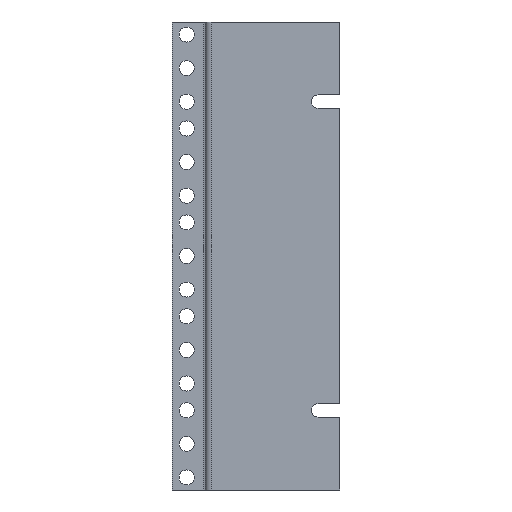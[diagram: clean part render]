
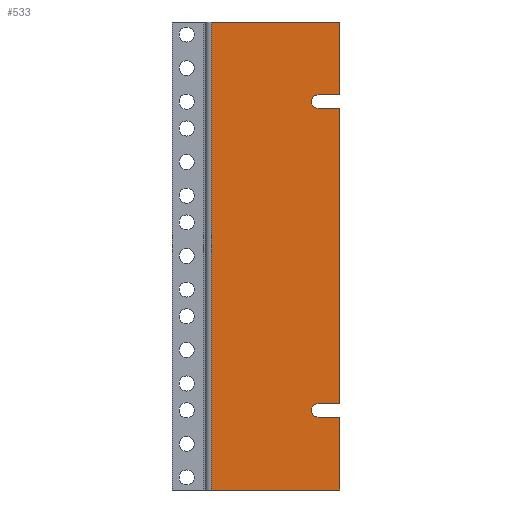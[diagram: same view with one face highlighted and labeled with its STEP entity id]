
A CAD part, front view. The second image highlights one B-rep face of the part: STEP entity #533.
In plain terms, the highlighted planar face has unit normal (0, -1, 0).
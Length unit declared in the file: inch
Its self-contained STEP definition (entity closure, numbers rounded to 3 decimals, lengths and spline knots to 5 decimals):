
#16 = VERTEX_POINT ( 'NONE', #1075 ) ;
#29 = VERTEX_POINT ( 'NONE', #327 ) ;
#30 = LINE ( 'NONE', #598, #516 ) ;
#38 = DIRECTION ( 'NONE',  ( 0., 0., -1. ) ) ;
#39 = EDGE_LOOP ( 'NONE', ( #1005, #329, #654, #512, #1029, #223, #188, #998, #795, #565, #572, #262 ) ) ;
#66 = CARTESIAN_POINT ( 'NONE',  ( 1.5625, 0., -4.359 ) ) ;
#75 = CARTESIAN_POINT ( 'NONE',  ( 1.5625, 0., -4.359 ) ) ;
#76 = VERTEX_POINT ( 'NONE', #835 ) ;
#87 = VECTOR ( 'NONE', #337, 39.37008 ) ;
#108 = VECTOR ( 'NONE', #697, 39.37008 ) ;
#138 = CARTESIAN_POINT ( 'NONE',  ( 1.1565, 0., -2.875 ) ) ;
#156 = CARTESIAN_POINT ( 'NONE',  ( 1.1565, 0., 2.75 ) ) ;
#181 = EDGE_CURVE ( 'NONE', #878, #29, #995, .T. ) ;
#182 = CARTESIAN_POINT ( 'NONE',  ( -1.5625, 0., 4.359 ) ) ;
#187 = CARTESIAN_POINT ( 'NONE',  ( -0.83769, 0., 4.359 ) ) ;
#188 = ORIENTED_EDGE ( 'NONE', *, *, #698, .F. ) ;
#189 = PLANE ( 'NONE',  #320 ) ;
#223 = ORIENTED_EDGE ( 'NONE', *, *, #889, .F. ) ;
#241 = AXIS2_PLACEMENT_3D ( 'NONE', #371, #346, #366 ) ;
#262 = ORIENTED_EDGE ( 'NONE', *, *, #1037, .F. ) ;
#263 = LINE ( 'NONE', #840, #857 ) ;
#264 = LINE ( 'NONE', #66, #903 ) ;
#300 = VERTEX_POINT ( 'NONE', #1050 ) ;
#314 = CARTESIAN_POINT ( 'NONE',  ( -1.5625, 0., -2.75 ) ) ;
#320 = AXIS2_PLACEMENT_3D ( 'NONE', #182, #939, #1215 ) ;
#323 = LINE ( 'NONE', #794, #454 ) ;
#327 = CARTESIAN_POINT ( 'NONE',  ( 1.1565, 0., 3. ) ) ;
#328 = DIRECTION ( 'NONE',  ( -1., 0., 0. ) ) ;
#329 = ORIENTED_EDGE ( 'NONE', *, *, #181, .T. ) ;
#337 = DIRECTION ( 'NONE',  ( 1., 0., 0. ) ) ;
#343 = VERTEX_POINT ( 'NONE', #398 ) ;
#346 = DIRECTION ( 'NONE',  ( 0., 1., 0. ) ) ;
#360 = DIRECTION ( 'NONE',  ( 0., 0., 1. ) ) ;
#366 = DIRECTION ( 'NONE',  ( 0., 0., -1. ) ) ;
#367 = CARTESIAN_POINT ( 'NONE',  ( 1.5625, 0., 4.359 ) ) ;
#371 = CARTESIAN_POINT ( 'NONE',  ( 1.1565, 0., 2.875 ) ) ;
#398 = CARTESIAN_POINT ( 'NONE',  ( 1.5625, 0., 2.75 ) ) ;
#443 = VERTEX_POINT ( 'NONE', #462 ) ;
#449 = CARTESIAN_POINT ( 'NONE',  ( -1.5625, 0., 2.75 ) ) ;
#454 = VECTOR ( 'NONE', #328, 39.37008 ) ;
#462 = CARTESIAN_POINT ( 'NONE',  ( -0.83769, 0., 4.359 ) ) ;
#512 = ORIENTED_EDGE ( 'NONE', *, *, #517, .F. ) ;
#516 = VECTOR ( 'NONE', #1055, 39.37008 ) ;
#517 = EDGE_CURVE ( 'NONE', #607, #756, #263, .T. ) ;
#533 = ADVANCED_FACE ( 'NONE', ( #1036 ), #189, .F. ) ;
#544 = LINE ( 'NONE', #187, #1217 ) ;
#565 = ORIENTED_EDGE ( 'NONE', *, *, #692, .T. ) ;
#572 = ORIENTED_EDGE ( 'NONE', *, *, #1122, .T. ) ;
#585 = CARTESIAN_POINT ( 'NONE',  ( 1.5625, 0., 4.359 ) ) ;
#598 = CARTESIAN_POINT ( 'NONE',  ( 1.5625, 0., -4.359 ) ) ;
#604 = LINE ( 'NONE', #703, #830 ) ;
#607 = VERTEX_POINT ( 'NONE', #585 ) ;
#643 = CARTESIAN_POINT ( 'NONE',  ( -1.5625, 0., -3. ) ) ;
#654 = ORIENTED_EDGE ( 'NONE', *, *, #1004, .F. ) ;
#662 = VECTOR ( 'NONE', #775, 39.37008 ) ;
#692 = EDGE_CURVE ( 'NONE', #16, #300, #987, .T. ) ;
#697 = DIRECTION ( 'NONE',  ( 1., 0., 0. ) ) ;
#698 = EDGE_CURVE ( 'NONE', #876, #1158, #323, .T. ) ;
#703 = CARTESIAN_POINT ( 'NONE',  ( -1.5625, 0., 3. ) ) ;
#716 = AXIS2_PLACEMENT_3D ( 'NONE', #138, #896, #38 ) ;
#738 = DIRECTION ( 'NONE',  ( -1., 0., 0. ) ) ;
#756 = VERTEX_POINT ( 'NONE', #979 ) ;
#775 = DIRECTION ( 'NONE',  ( 1., 0., 0. ) ) ;
#794 = CARTESIAN_POINT ( 'NONE',  ( -1.5625, 0., -4.359 ) ) ;
#795 = ORIENTED_EDGE ( 'NONE', *, *, #1196, .T. ) ;
#828 = DIRECTION ( 'NONE',  ( 0., 0., -1. ) ) ;
#830 = VECTOR ( 'NONE', #888, 39.37008 ) ;
#835 = CARTESIAN_POINT ( 'NONE',  ( 1.5625, 0., -3. ) ) ;
#840 = CARTESIAN_POINT ( 'NONE',  ( 1.5625, 0., -4.359 ) ) ;
#851 = VERTEX_POINT ( 'NONE', #930 ) ;
#857 = VECTOR ( 'NONE', #1023, 39.37008 ) ;
#876 = VERTEX_POINT ( 'NONE', #75 ) ;
#878 = VERTEX_POINT ( 'NONE', #156 ) ;
#883 = EDGE_CURVE ( 'NONE', #443, #607, #1208, .T. ) ;
#888 = DIRECTION ( 'NONE',  ( -1., 0., 0. ) ) ;
#889 = EDGE_CURVE ( 'NONE', #1158, #443, #544, .T. ) ;
#896 = DIRECTION ( 'NONE',  ( 0., 1., 0. ) ) ;
#903 = VECTOR ( 'NONE', #828, 39.37008 ) ;
#914 = CARTESIAN_POINT ( 'NONE',  ( -0.83769, 0., -4.359 ) ) ;
#930 = CARTESIAN_POINT ( 'NONE',  ( 1.5625, 0., -2.75 ) ) ;
#939 = DIRECTION ( 'NONE',  ( 0., 1., 0. ) ) ;
#979 = CARTESIAN_POINT ( 'NONE',  ( 1.5625, 0., 3. ) ) ;
#987 = CIRCLE ( 'NONE', #716, 0.125 ) ;
#995 = CIRCLE ( 'NONE', #241, 0.125 ) ;
#998 = ORIENTED_EDGE ( 'NONE', *, *, #1165, .F. ) ;
#1004 = EDGE_CURVE ( 'NONE', #756, #29, #604, .T. ) ;
#1005 = ORIENTED_EDGE ( 'NONE', *, *, #1129, .F. ) ;
#1018 = LINE ( 'NONE', #643, #1080 ) ;
#1023 = DIRECTION ( 'NONE',  ( 0., 0., -1. ) ) ;
#1029 = ORIENTED_EDGE ( 'NONE', *, *, #883, .F. ) ;
#1036 = FACE_OUTER_BOUND ( 'NONE', #39, .T. ) ;
#1037 = EDGE_CURVE ( 'NONE', #343, #851, #30, .T. ) ;
#1050 = CARTESIAN_POINT ( 'NONE',  ( 1.1565, 0., -2.75 ) ) ;
#1055 = DIRECTION ( 'NONE',  ( 0., 0., -1. ) ) ;
#1075 = CARTESIAN_POINT ( 'NONE',  ( 1.1565, 0., -3. ) ) ;
#1080 = VECTOR ( 'NONE', #738, 39.37008 ) ;
#1122 = EDGE_CURVE ( 'NONE', #300, #851, #1156, .T. ) ;
#1129 = EDGE_CURVE ( 'NONE', #878, #343, #1200, .T. ) ;
#1156 = LINE ( 'NONE', #314, #108 ) ;
#1158 = VERTEX_POINT ( 'NONE', #914 ) ;
#1165 = EDGE_CURVE ( 'NONE', #76, #876, #264, .T. ) ;
#1196 = EDGE_CURVE ( 'NONE', #76, #16, #1018, .T. ) ;
#1200 = LINE ( 'NONE', #449, #87 ) ;
#1208 = LINE ( 'NONE', #367, #662 ) ;
#1215 = DIRECTION ( 'NONE',  ( 0., 0., 1. ) ) ;
#1217 = VECTOR ( 'NONE', #360, 39.37008 ) ;
